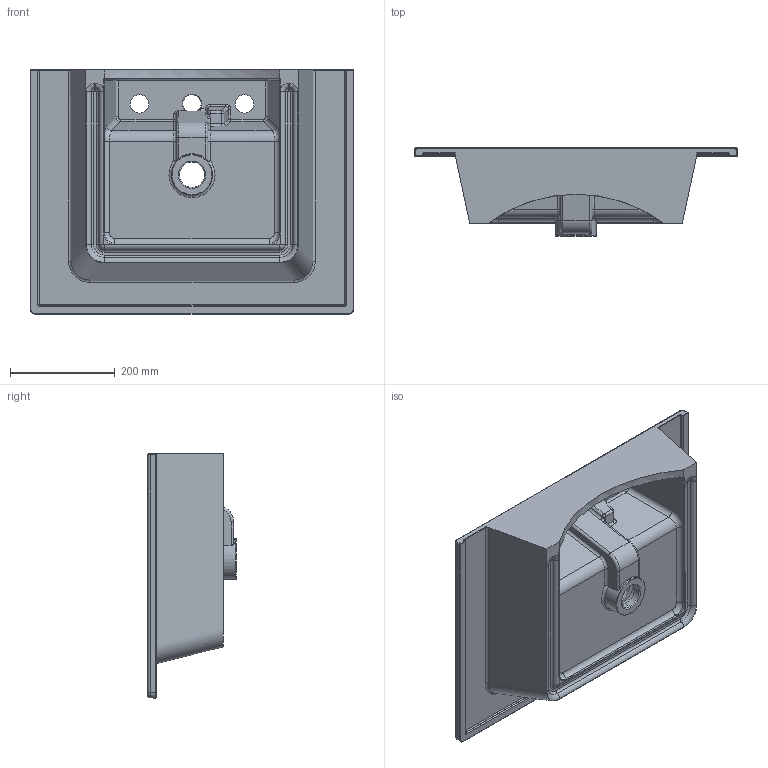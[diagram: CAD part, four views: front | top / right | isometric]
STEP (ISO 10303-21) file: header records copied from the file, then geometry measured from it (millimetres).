
FILE_DESCRIPTION (( 'STEP AP214' ), '1' );
FILE_NAME ('UN060B.3TH_STEP_v10424.STEP', '2024-04-10T13:50:47', ( '' ), ( '' ), 'SwSTEP 2.0', 'SolidWorks 2019', '' );
FILE_SCHEMA (( 'AUTOMOTIVE_DESIGN' ));
Length unit declared in the file: millimetre
Products named in the file (1): UN060B.3TH_STEP_v10424
Bounding box: 616.57 x 169 x 465.78 mm (x, y, z)
Volume: 8098730.2 mm3; surface area: 1019284.9 mm2
Topology: 1 solids, 1 shells, 273 faces, 687 edges, 407 vertices
Faces by surface type: cylinder 104, bspline 67, torus 49, plane 39, sphere 10, cone 4
Entity records: 14862 total; most frequent: CARTESIAN_POINT 8743, ORIENTED_EDGE 1354, DIRECTION 1238, EDGE_CURVE 677, AXIS2_PLACEMENT_3D 513, VERTEX_POINT 407, CIRCLE 306, EDGE_LOOP 284
